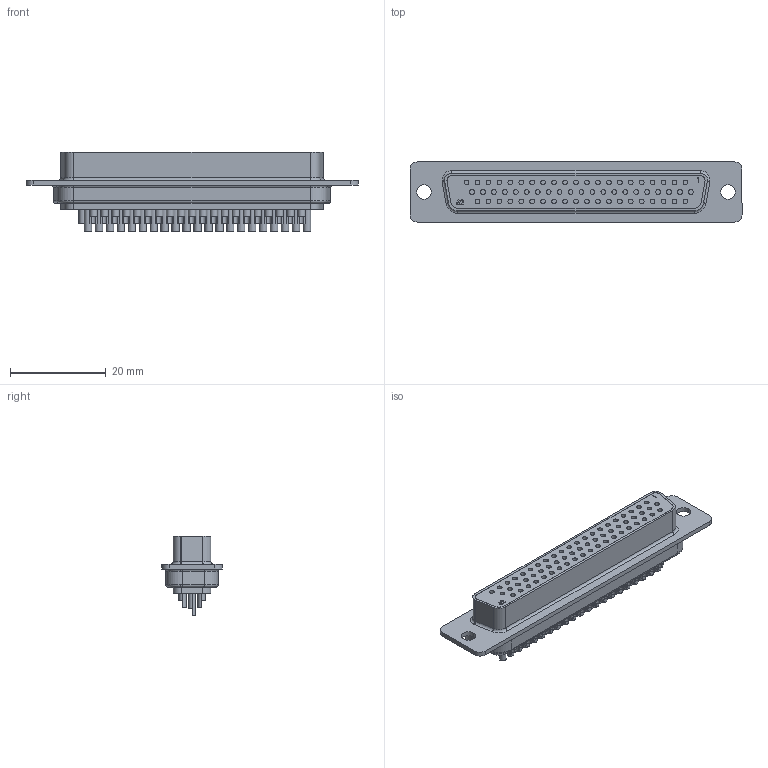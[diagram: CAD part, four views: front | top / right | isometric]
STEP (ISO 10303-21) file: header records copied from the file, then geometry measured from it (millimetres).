
FILE_DESCRIPTION (( 'STEP AP214' ), '1' );
FILE_NAME ('SDH62S.STEP', '2007-11-30T19:23:59', ( ' ' ), ( ' ' ), 'SwSTEP 2.0', 'SolidWorks 2007', '' );
FILE_SCHEMA (( 'AUTOMOTIVE_DESIGN' ));
Length unit declared in the file: inch
Products named in the file (1): SDH62S
Bounding box: 69.34 x 12.55 x 16.69 mm (x, y, z)
Volume: 6126.9 mm3; surface area: 5860.6 mm2
Topology: 1 solids, 1 shells, 868 faces, 1921 edges, 1187 vertices
Faces by surface type: plane 417, cylinder 416, torus 20, bspline 15
Entity records: 35042 total; most frequent: CARTESIAN_POINT 4936, DIRECTION 4458, ORIENTED_EDGE 3842, EDGE_CURVE 1921, AXIS2_PLACEMENT_3D 1713, VERTEX_POINT 1187, LINE 1032, VECTOR 1032
